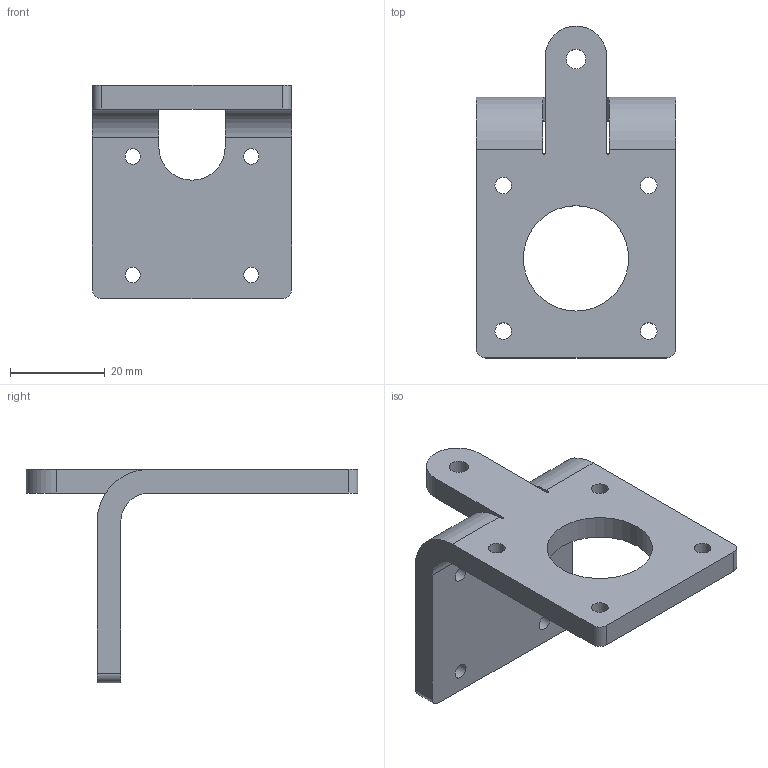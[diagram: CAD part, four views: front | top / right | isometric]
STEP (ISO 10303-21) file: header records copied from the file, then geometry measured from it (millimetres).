
FILE_DESCRIPTION(('FreeCAD Model'),'2;1');
FILE_NAME('PLAQUE3-QTITY2.step', '2018-02-09T21:19:11',('Author'),(''), 'Open CASCADE STEP processor 6.8','FreeCAD','Unknown');
FILE_SCHEMA(('AUTOMOTIVE_DESIGN_CC2 { 1 2 10303 214 -1 1 5 4 }'));
Length unit declared in the file: millimetre
Products named in the file (1): Bracket_004
Bounding box: 42 x 70 x 45 mm (x, y, z)
Volume: 16941.8 mm3; surface area: 9513.8 mm2
Topology: 1 solids, 1 shells, 34 faces, 111 edges, 77 vertices
Faces by surface type: cylinder 22, plane 12
Full cylindrical faces by diameter (mm): 3.242 x4, 3.5 x4, 4.134 x1, 22.2 x1
Entity records: 4526 total; most frequent: CARTESIAN_POINT 2506, DIRECTION 326, ORIENTED_EDGE 222, PCURVE 222, DEFINITIONAL_REPRESENTATION 222, LINE 140, VECTOR 140, EDGE_CURVE 111
